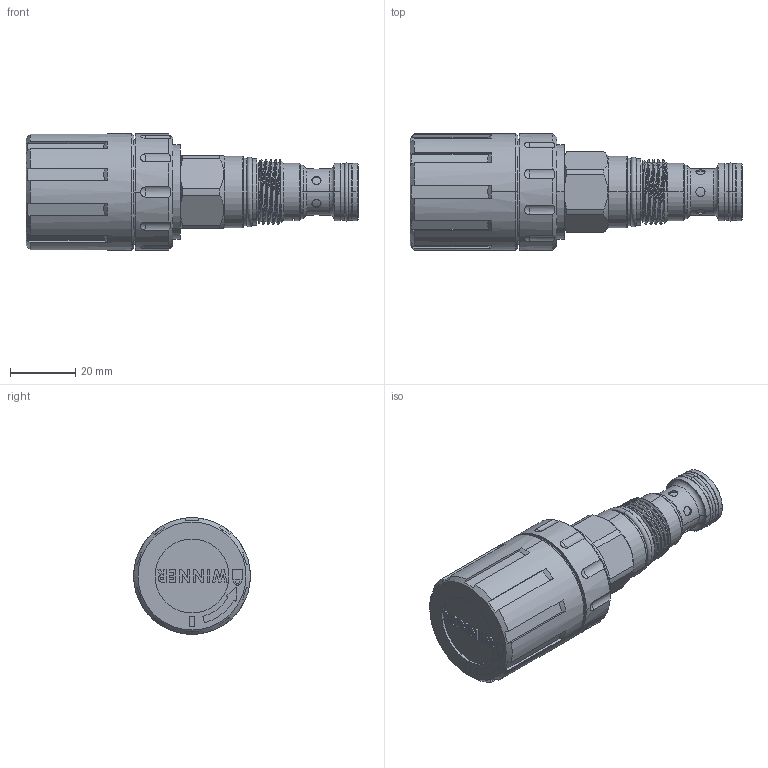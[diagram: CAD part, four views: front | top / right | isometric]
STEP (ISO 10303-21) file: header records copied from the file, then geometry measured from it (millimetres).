
FILE_DESCRIPTION (( 'STEP AP203' ), '1' );
FILE_NAME ('DT13A2A52RA-0400.STEP', '2022-11-18T00:50:41', ( '' ), ( '' ), 'SwSTEP 2.0', 'SolidWorks 2018', '' );
FILE_SCHEMA (( 'CONFIG_CONTROL_DESIGN' ));
Length unit declared in the file: millimetre
Products named in the file (1): DT13A2A52RA-0400
Bounding box: 101.45 x 35.6 x 35.6 mm (x, y, z)
Volume: 60547.1 mm3; surface area: 12473.7 mm2
Topology: 1 solids, 1 shells, 342 faces, 867 edges, 566 vertices
Faces by surface type: plane 152, cylinder 118, cone 45, torus 10, sphere 10, bspline 7
Entity records: 13138 total; most frequent: CARTESIAN_POINT 4936, ORIENTED_EDGE 1734, DIRECTION 1630, EDGE_CURVE 867, AXIS2_PLACEMENT_3D 596, VERTEX_POINT 566, LINE 438, VECTOR 438
